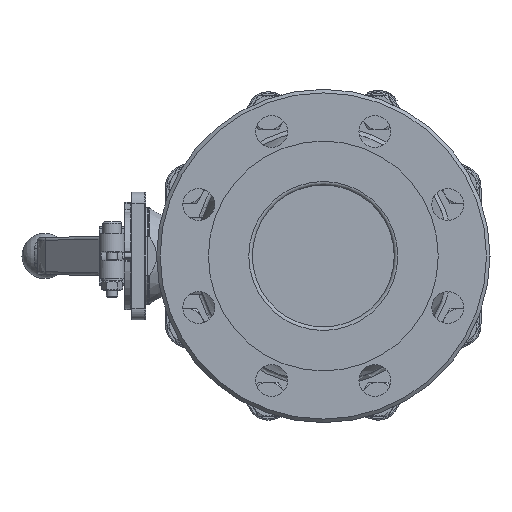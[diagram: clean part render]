
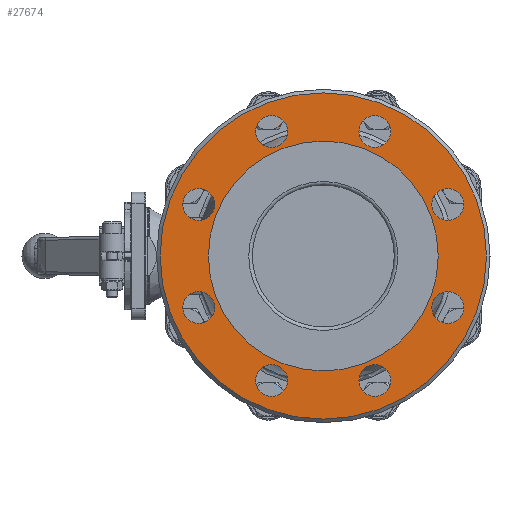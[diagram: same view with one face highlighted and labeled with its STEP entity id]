
A CAD part, left-side view. The second image highlights one B-rep face of the part: STEP entity #27674.
In plain terms, the highlighted planar face has unit normal (-1, 0, 0).
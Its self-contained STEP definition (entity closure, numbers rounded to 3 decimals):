
#2168=FACE_BOUND('',#5447,.T.);
#2169=FACE_BOUND('',#5448,.T.);
#2170=FACE_BOUND('',#5449,.T.);
#2171=FACE_BOUND('',#5450,.T.);
#2172=FACE_BOUND('',#5451,.T.);
#2173=FACE_BOUND('',#5452,.T.);
#2174=FACE_BOUND('',#5453,.T.);
#2175=FACE_BOUND('',#5454,.T.);
#2176=FACE_BOUND('',#5455,.T.);
#2494=PLANE('',#29895);
#3775=FACE_OUTER_BOUND('',#5446,.T.);
#5446=EDGE_LOOP('',(#22211));
#5447=EDGE_LOOP('',(#22212));
#5448=EDGE_LOOP('',(#22213));
#5449=EDGE_LOOP('',(#22214));
#5450=EDGE_LOOP('',(#22215));
#5451=EDGE_LOOP('',(#22216));
#5452=EDGE_LOOP('',(#22217));
#5453=EDGE_LOOP('',(#22218));
#5454=EDGE_LOOP('',(#22219));
#5455=EDGE_LOOP('',(#22220));
#6558=CIRCLE('',#29116,81.);
#6944=CIRCLE('',#29831,11.25);
#6945=CIRCLE('',#29833,11.25);
#6946=CIRCLE('',#29835,11.25);
#6947=CIRCLE('',#29837,11.25);
#6948=CIRCLE('',#29839,11.25);
#6949=CIRCLE('',#29841,11.25);
#6950=CIRCLE('',#29843,11.25);
#6951=CIRCLE('',#29845,11.25);
#6955=CIRCLE('',#29896,115.);
#11077=VERTEX_POINT('',#68273);
#11831=VERTEX_POINT('',#99543);
#11832=VERTEX_POINT('',#99547);
#11833=VERTEX_POINT('',#99551);
#11834=VERTEX_POINT('',#99555);
#11835=VERTEX_POINT('',#99559);
#11836=VERTEX_POINT('',#99563);
#11837=VERTEX_POINT('',#99567);
#11838=VERTEX_POINT('',#99571);
#11918=VERTEX_POINT('',#100345);
#14101=EDGE_CURVE('',#11077,#11077,#6558,.T.);
#15317=EDGE_CURVE('',#11831,#11831,#6944,.T.);
#15319=EDGE_CURVE('',#11832,#11832,#6945,.T.);
#15321=EDGE_CURVE('',#11833,#11833,#6946,.T.);
#15323=EDGE_CURVE('',#11834,#11834,#6947,.T.);
#15325=EDGE_CURVE('',#11835,#11835,#6948,.T.);
#15327=EDGE_CURVE('',#11836,#11836,#6949,.T.);
#15329=EDGE_CURVE('',#11837,#11837,#6950,.T.);
#15331=EDGE_CURVE('',#11838,#11838,#6951,.T.);
#15477=EDGE_CURVE('',#11918,#11918,#6955,.T.);
#22211=ORIENTED_EDGE('',*,*,#15477,.F.);
#22212=ORIENTED_EDGE('',*,*,#15317,.T.);
#22213=ORIENTED_EDGE('',*,*,#15319,.T.);
#22214=ORIENTED_EDGE('',*,*,#15321,.T.);
#22215=ORIENTED_EDGE('',*,*,#15323,.T.);
#22216=ORIENTED_EDGE('',*,*,#15325,.T.);
#22217=ORIENTED_EDGE('',*,*,#15327,.T.);
#22218=ORIENTED_EDGE('',*,*,#15329,.T.);
#22219=ORIENTED_EDGE('',*,*,#15331,.T.);
#22220=ORIENTED_EDGE('',*,*,#14101,.T.);
#27674=ADVANCED_FACE('',(#3775,#2168,#2169,#2170,#2171,#2172,#2173,#2174,
#2175,#2176),#2494,.T.);
#29116=AXIS2_PLACEMENT_3D('',#68274,#32893,#32894);
#29831=AXIS2_PLACEMENT_3D('',#99544,#34727,#34728);
#29833=AXIS2_PLACEMENT_3D('',#99548,#34732,#34733);
#29835=AXIS2_PLACEMENT_3D('',#99552,#34737,#34738);
#29837=AXIS2_PLACEMENT_3D('',#99556,#34742,#34743);
#29839=AXIS2_PLACEMENT_3D('',#99560,#34747,#34748);
#29841=AXIS2_PLACEMENT_3D('',#99564,#34752,#34753);
#29843=AXIS2_PLACEMENT_3D('',#99568,#34757,#34758);
#29845=AXIS2_PLACEMENT_3D('',#99572,#34762,#34763);
#29895=AXIS2_PLACEMENT_3D('',#100344,#34950,#34951);
#29896=AXIS2_PLACEMENT_3D('',#100346,#34952,#34953);
#32893=DIRECTION('center_axis',(1.,0.,0.));
#32894=DIRECTION('ref_axis',(0.,1.,0.));
#34727=DIRECTION('center_axis',(1.,0.,0.));
#34728=DIRECTION('ref_axis',(0.,0.,-1.));
#34732=DIRECTION('center_axis',(1.,0.,0.));
#34733=DIRECTION('ref_axis',(0.,0.,-1.));
#34737=DIRECTION('center_axis',(1.,0.,0.));
#34738=DIRECTION('ref_axis',(0.,0.,-1.));
#34742=DIRECTION('center_axis',(1.,0.,0.));
#34743=DIRECTION('ref_axis',(0.,0.,-1.));
#34747=DIRECTION('center_axis',(1.,0.,0.));
#34748=DIRECTION('ref_axis',(0.,0.,-1.));
#34752=DIRECTION('center_axis',(1.,0.,0.));
#34753=DIRECTION('ref_axis',(0.,0.,-1.));
#34757=DIRECTION('center_axis',(1.,0.,0.));
#34758=DIRECTION('ref_axis',(0.,0.,-1.));
#34762=DIRECTION('center_axis',(1.,0.,0.));
#34763=DIRECTION('ref_axis',(0.,0.,-1.));
#34950=DIRECTION('center_axis',(-1.,0.,0.));
#34951=DIRECTION('ref_axis',(0.,0.,1.));
#34952=DIRECTION('center_axis',(1.,0.,0.));
#34953=DIRECTION('ref_axis',(0.,1.,0.));
#68273=CARTESIAN_POINT('',(2.,-81.,0.));
#68274=CARTESIAN_POINT('Origin',(2.,0.,0.));
#99543=CARTESIAN_POINT('',(2.,36.355,99.019));
#99544=CARTESIAN_POINT('Origin',(2.,36.355,87.769));
#99547=CARTESIAN_POINT('',(2.,-87.769,47.605));
#99548=CARTESIAN_POINT('Origin',(2.,-87.769,36.355));
#99551=CARTESIAN_POINT('',(2.,-36.355,-76.519));
#99552=CARTESIAN_POINT('Origin',(2.,-36.355,-87.769));
#99555=CARTESIAN_POINT('',(2.,87.769,-25.105));
#99556=CARTESIAN_POINT('Origin',(2.,87.769,-36.355));
#99559=CARTESIAN_POINT('',(2.,36.355,-76.519));
#99560=CARTESIAN_POINT('Origin',(2.,36.355,-87.769));
#99563=CARTESIAN_POINT('',(2.,-87.769,-25.105));
#99564=CARTESIAN_POINT('Origin',(2.,-87.769,-36.355));
#99567=CARTESIAN_POINT('',(2.,-36.355,99.019));
#99568=CARTESIAN_POINT('Origin',(2.,-36.355,87.769));
#99571=CARTESIAN_POINT('',(2.,87.769,47.605));
#99572=CARTESIAN_POINT('Origin',(2.,87.769,36.355));
#100344=CARTESIAN_POINT('Origin',(2.,98.,0.));
#100345=CARTESIAN_POINT('',(2.,-115.,0.));
#100346=CARTESIAN_POINT('Origin',(2.,0.,0.));
